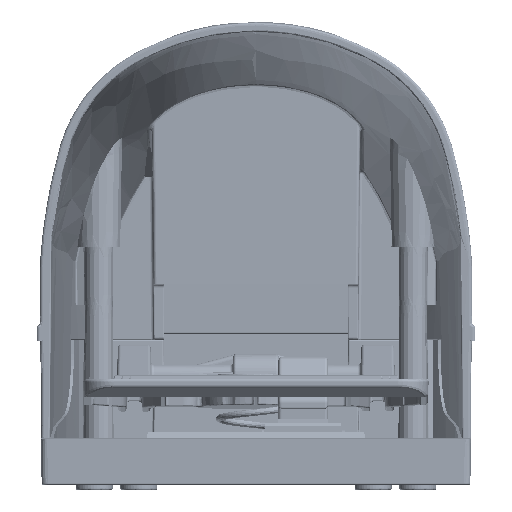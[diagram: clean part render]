
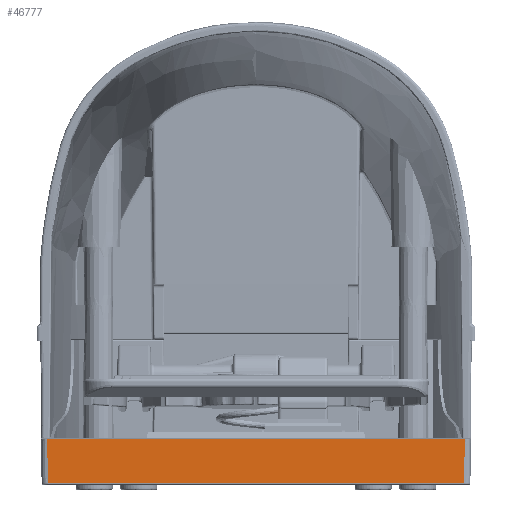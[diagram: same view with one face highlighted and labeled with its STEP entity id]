
A CAD part, left-side view. The second image highlights one B-rep face of the part: STEP entity #46777.
In plain terms, the highlighted planar face has unit normal (-1, 0, 0).
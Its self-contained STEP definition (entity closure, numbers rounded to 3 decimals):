
#423 = CARTESIAN_POINT ( 'NONE',  ( -1., 67.706, 14.836 ) ) ;
#17299 = VECTOR ( 'NONE', #135717, 1000. ) ;
#22139 = CARTESIAN_POINT ( 'NONE',  ( -1., -67.706, 14.836 ) ) ;
#22255 = EDGE_LOOP ( 'NONE', ( #26560, #293672, #73967, #85004 ) ) ;
#24279 = CARTESIAN_POINT ( 'NONE',  ( -1., -67.706, 14.836 ) ) ;
#26560 = ORIENTED_EDGE ( 'NONE', *, *, #120926, .F. ) ;
#30572 = EDGE_CURVE ( 'NONE', #97044, #207168, #208807, .T. ) ;
#36800 = EDGE_CURVE ( 'NONE', #97044, #130684, #77849, .T. ) ;
#38369 = CARTESIAN_POINT ( 'NONE',  ( -1., 67.58, 0.5 ) ) ;
#46777 = ADVANCED_FACE ( 'NONE', ( #98180 ), #279073, .F. ) ;
#59444 = CARTESIAN_POINT ( 'NONE',  ( -1., -69.797, 0.5 ) ) ;
#73967 = ORIENTED_EDGE ( 'NONE', *, *, #36800, .F. ) ;
#77849 = LINE ( 'NONE', #22139, #17299 ) ;
#78435 = LINE ( 'NONE', #59444, #231978 ) ;
#79316 = VECTOR ( 'NONE', #109397, 1000. ) ;
#85004 = ORIENTED_EDGE ( 'NONE', *, *, #30572, .T. ) ;
#97044 = VERTEX_POINT ( 'NONE', #24279 ) ;
#98180 = FACE_OUTER_BOUND ( 'NONE', #22255, .T. ) ;
#109397 = DIRECTION ( 'NONE',  ( 0., 0.009, 1. ) ) ;
#120926 = EDGE_CURVE ( 'NONE', #173848, #207168, #186472, .T. ) ;
#123281 = DIRECTION ( 'NONE',  ( 0., 1., 0. ) ) ;
#124302 = DIRECTION ( 'NONE',  ( 0., 1., 0. ) ) ;
#130684 = VERTEX_POINT ( 'NONE', #190615 ) ;
#135717 = DIRECTION ( 'NONE',  ( 0., 0.009, -1. ) ) ;
#173848 = VERTEX_POINT ( 'NONE', #38369 ) ;
#186472 = LINE ( 'NONE', #244077, #79316 ) ;
#190615 = CARTESIAN_POINT ( 'NONE',  ( -1., -67.58, 0.5 ) ) ;
#207168 = VERTEX_POINT ( 'NONE', #423 ) ;
#208807 = LINE ( 'NONE', #281573, #223172 ) ;
#216709 = DIRECTION ( 'NONE',  ( 0., 1., 0. ) ) ;
#217529 = EDGE_CURVE ( 'NONE', #130684, #173848, #78435, .T. ) ;
#223172 = VECTOR ( 'NONE', #216709, 1000. ) ;
#231978 = VECTOR ( 'NONE', #124302, 1000. ) ;
#237085 = CARTESIAN_POINT ( 'NONE',  ( -1., -69.797, 49. ) ) ;
#240770 = AXIS2_PLACEMENT_3D ( 'NONE', #237085, #260005, #123281 ) ;
#244077 = CARTESIAN_POINT ( 'NONE',  ( -1., 67.644, 7.788 ) ) ;
#260005 = DIRECTION ( 'NONE',  ( 1., 0., 0. ) ) ;
#279073 = PLANE ( 'NONE',  #240770 ) ;
#281573 = CARTESIAN_POINT ( 'NONE',  ( -1., 70.088, 14.836 ) ) ;
#293672 = ORIENTED_EDGE ( 'NONE', *, *, #217529, .F. ) ;
